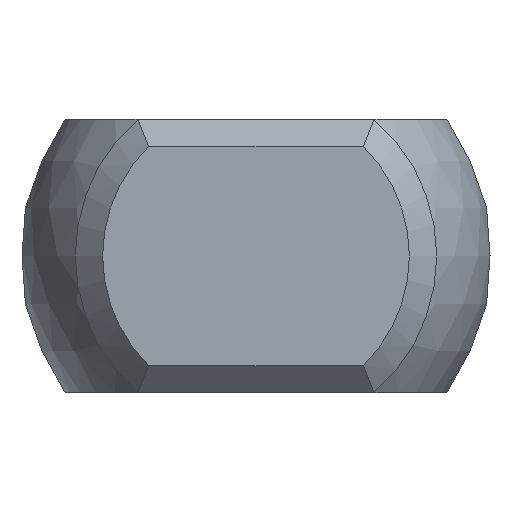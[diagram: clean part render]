
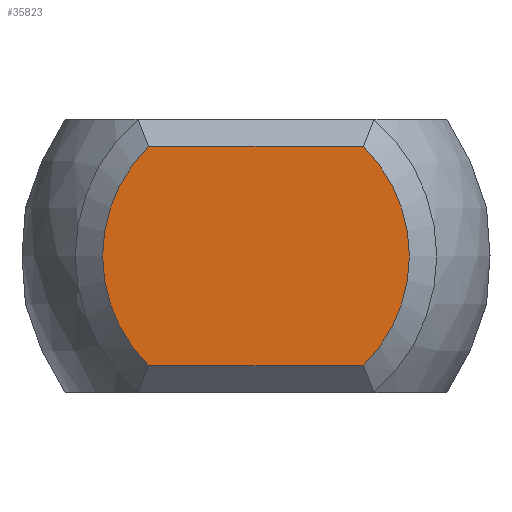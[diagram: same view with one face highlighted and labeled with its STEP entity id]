
A CAD part, left-side view. The second image highlights one B-rep face of the part: STEP entity #35823.
In plain terms, the highlighted planar face has unit normal (-1, 0, 0).
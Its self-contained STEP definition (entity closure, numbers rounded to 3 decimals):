
#33498 = PLANE('',#33499);
#33499 = AXIS2_PLACEMENT_3D('',#33500,#33501,#33502);
#33500 = CARTESIAN_POINT('',(-40.375,3.125,2.25));
#33501 = DIRECTION('',(0.707,0.,-0.707));
#33502 = DIRECTION('',(-0.707,0.,-0.707));
#35200 = EDGE_CURVE('',#35201,#35203,#35205,.T.);
#35201 = VERTEX_POINT('',#35202);
#35202 = CARTESIAN_POINT('',(-40.625,-1.96,-2.));
#35203 = VERTEX_POINT('',#35204);
#35204 = CARTESIAN_POINT('',(-40.625,-1.96,2.));
#35205 = SURFACE_CURVE('',#35206,(#35211,#35223),.PCURVE_S1.);
#35206 = CIRCLE('',#35207,2.8);
#35207 = AXIS2_PLACEMENT_3D('',#35208,#35209,#35210);
#35208 = CARTESIAN_POINT('',(-40.625,0.,0.));
#35209 = DIRECTION('',(-1.,0.,0.));
#35210 = DIRECTION('',(0.,-1.,0.));
#35211 = PCURVE('',#35212,#35217);
#35212 = CONICAL_SURFACE('',#35213,3.05,0.785);
#35213 = AXIS2_PLACEMENT_3D('',#35214,#35215,#35216);
#35214 = CARTESIAN_POINT('',(-40.375,0.,0.));
#35215 = DIRECTION('',(1.,0.,0.));
#35216 = DIRECTION('',(0.,-1.,0.));
#35217 = DEFINITIONAL_REPRESENTATION('',(#35218),#35222);
#35218 = LINE('',#35219,#35220);
#35219 = CARTESIAN_POINT('',(6.283,-0.25));
#35220 = VECTOR('',#35221,1.);
#35221 = DIRECTION('',(-1.,0.));
#35222 = ( GEOMETRIC_REPRESENTATION_CONTEXT(2) 
PARAMETRIC_REPRESENTATION_CONTEXT() REPRESENTATION_CONTEXT('2D SPACE',''
  ) );
#35223 = PCURVE('',#35224,#35229);
#35224 = PLANE('',#35225);
#35225 = AXIS2_PLACEMENT_3D('',#35226,#35227,#35228);
#35226 = CARTESIAN_POINT('',(-40.625,0.,0.));
#35227 = DIRECTION('',(1.,0.,0.));
#35228 = DIRECTION('',(0.,0.,-1.));
#35229 = DEFINITIONAL_REPRESENTATION('',(#35230),#35238);
#35230 = ( BOUNDED_CURVE() B_SPLINE_CURVE(2,(#35231,#35232,#35233,#35234
    ,#35235,#35236,#35237),.UNSPECIFIED.,.T.,.F.) 
B_SPLINE_CURVE_WITH_KNOTS((1,2,2,2,2,1),(-2.094,0.,
    2.094,4.189,6.283,8.378),
.UNSPECIFIED.) CURVE() GEOMETRIC_REPRESENTATION_ITEM() 
RATIONAL_B_SPLINE_CURVE((1.,0.5,1.,0.5,1.,0.5,1.)) REPRESENTATION_ITEM(
  '') );
#35231 = CARTESIAN_POINT('',(0.,-2.8));
#35232 = CARTESIAN_POINT('',(-4.85,-2.8));
#35233 = CARTESIAN_POINT('',(-2.425,1.4));
#35234 = CARTESIAN_POINT('',(0.,5.6));
#35235 = CARTESIAN_POINT('',(2.425,1.4));
#35236 = CARTESIAN_POINT('',(4.85,-2.8));
#35237 = CARTESIAN_POINT('',(0.,-2.8));
#35238 = ( GEOMETRIC_REPRESENTATION_CONTEXT(2) 
PARAMETRIC_REPRESENTATION_CONTEXT() REPRESENTATION_CONTEXT('2D SPACE',''
  ) );
#35256 = PLANE('',#35257);
#35257 = AXIS2_PLACEMENT_3D('',#35258,#35259,#35260);
#35258 = CARTESIAN_POINT('',(-40.375,-3.125,-2.25));
#35259 = DIRECTION('',(0.707,0.,0.707)
  );
#35260 = DIRECTION('',(0.707,0.,-0.707));
#35316 = EDGE_CURVE('',#35203,#35317,#35319,.T.);
#35317 = VERTEX_POINT('',#35318);
#35318 = CARTESIAN_POINT('',(-40.625,1.96,2.));
#35319 = SURFACE_CURVE('',#35320,(#35324,#35331),.PCURVE_S1.);
#35320 = LINE('',#35321,#35322);
#35321 = CARTESIAN_POINT('',(-40.625,3.125,2.));
#35322 = VECTOR('',#35323,1.);
#35323 = DIRECTION('',(0.,1.,0.));
#35324 = PCURVE('',#33498,#35325);
#35325 = DEFINITIONAL_REPRESENTATION('',(#35326),#35330);
#35326 = LINE('',#35327,#35328);
#35327 = CARTESIAN_POINT('',(0.354,0.));
#35328 = VECTOR('',#35329,1.);
#35329 = DIRECTION('',(0.,1.));
#35330 = ( GEOMETRIC_REPRESENTATION_CONTEXT(2) 
PARAMETRIC_REPRESENTATION_CONTEXT() REPRESENTATION_CONTEXT('2D SPACE',''
  ) );
#35331 = PCURVE('',#35224,#35332);
#35332 = DEFINITIONAL_REPRESENTATION('',(#35333),#35337);
#35333 = LINE('',#35334,#35335);
#35334 = CARTESIAN_POINT('',(-2.,3.125));
#35335 = VECTOR('',#35336,1.);
#35336 = DIRECTION('',(0.,1.));
#35337 = ( GEOMETRIC_REPRESENTATION_CONTEXT(2) 
PARAMETRIC_REPRESENTATION_CONTEXT() REPRESENTATION_CONTEXT('2D SPACE',''
  ) );
#35357 = CONICAL_SURFACE('',#35358,3.05,0.785);
#35358 = AXIS2_PLACEMENT_3D('',#35359,#35360,#35361);
#35359 = CARTESIAN_POINT('',(-40.375,0.,0.));
#35360 = DIRECTION('',(1.,0.,0.));
#35361 = DIRECTION('',(-0.,1.,0.));
#35371 = EDGE_CURVE('',#35317,#35372,#35374,.T.);
#35372 = VERTEX_POINT('',#35373);
#35373 = CARTESIAN_POINT('',(-40.625,1.96,-2.));
#35374 = SURFACE_CURVE('',#35375,(#35380,#35387),.PCURVE_S1.);
#35375 = CIRCLE('',#35376,2.8);
#35376 = AXIS2_PLACEMENT_3D('',#35377,#35378,#35379);
#35377 = CARTESIAN_POINT('',(-40.625,0.,0.));
#35378 = DIRECTION('',(-1.,0.,0.));
#35379 = DIRECTION('',(0.,1.,0.));
#35380 = PCURVE('',#35357,#35381);
#35381 = DEFINITIONAL_REPRESENTATION('',(#35382),#35386);
#35382 = LINE('',#35383,#35384);
#35383 = CARTESIAN_POINT('',(6.283,-0.25));
#35384 = VECTOR('',#35385,1.);
#35385 = DIRECTION('',(-1.,0.));
#35386 = ( GEOMETRIC_REPRESENTATION_CONTEXT(2) 
PARAMETRIC_REPRESENTATION_CONTEXT() REPRESENTATION_CONTEXT('2D SPACE',''
  ) );
#35387 = PCURVE('',#35224,#35388);
#35388 = DEFINITIONAL_REPRESENTATION('',(#35389),#35397);
#35389 = ( BOUNDED_CURVE() B_SPLINE_CURVE(2,(#35390,#35391,#35392,#35393
    ,#35394,#35395,#35396),.UNSPECIFIED.,.T.,.F.) 
B_SPLINE_CURVE_WITH_KNOTS((1,2,2,2,2,1),(-2.094,0.,
    2.094,4.189,6.283,8.378),
.UNSPECIFIED.) CURVE() GEOMETRIC_REPRESENTATION_ITEM() 
RATIONAL_B_SPLINE_CURVE((1.,0.5,1.,0.5,1.,0.5,1.)) REPRESENTATION_ITEM(
  '') );
#35390 = CARTESIAN_POINT('',(0.,2.8));
#35391 = CARTESIAN_POINT('',(4.85,2.8));
#35392 = CARTESIAN_POINT('',(2.425,-1.4));
#35393 = CARTESIAN_POINT('',(0.,-5.6));
#35394 = CARTESIAN_POINT('',(-2.425,-1.4));
#35395 = CARTESIAN_POINT('',(-4.85,2.8));
#35396 = CARTESIAN_POINT('',(0.,2.8));
#35397 = ( GEOMETRIC_REPRESENTATION_CONTEXT(2) 
PARAMETRIC_REPRESENTATION_CONTEXT() REPRESENTATION_CONTEXT('2D SPACE',''
  ) );
#35471 = EDGE_CURVE('',#35372,#35201,#35472,.T.);
#35472 = SURFACE_CURVE('',#35473,(#35477,#35484),.PCURVE_S1.);
#35473 = LINE('',#35474,#35475);
#35474 = CARTESIAN_POINT('',(-40.625,-3.125,-2.));
#35475 = VECTOR('',#35476,1.);
#35476 = DIRECTION('',(0.,-1.,0.));
#35477 = PCURVE('',#35256,#35478);
#35478 = DEFINITIONAL_REPRESENTATION('',(#35479),#35483);
#35479 = LINE('',#35480,#35481);
#35480 = CARTESIAN_POINT('',(-0.354,0.));
#35481 = VECTOR('',#35482,1.);
#35482 = DIRECTION('',(0.,-1.));
#35483 = ( GEOMETRIC_REPRESENTATION_CONTEXT(2) 
PARAMETRIC_REPRESENTATION_CONTEXT() REPRESENTATION_CONTEXT('2D SPACE',''
  ) );
#35484 = PCURVE('',#35224,#35485);
#35485 = DEFINITIONAL_REPRESENTATION('',(#35486),#35490);
#35486 = LINE('',#35487,#35488);
#35487 = CARTESIAN_POINT('',(2.,-3.125));
#35488 = VECTOR('',#35489,1.);
#35489 = DIRECTION('',(0.,-1.));
#35490 = ( GEOMETRIC_REPRESENTATION_CONTEXT(2) 
PARAMETRIC_REPRESENTATION_CONTEXT() REPRESENTATION_CONTEXT('2D SPACE',''
  ) );
#35823 = ADVANCED_FACE('',(#35824),#35224,.F.);
#35824 = FACE_BOUND('',#35825,.T.);
#35825 = EDGE_LOOP('',(#35826,#35827,#35828,#35829));
#35826 = ORIENTED_EDGE('',*,*,#35200,.T.);
#35827 = ORIENTED_EDGE('',*,*,#35316,.T.);
#35828 = ORIENTED_EDGE('',*,*,#35371,.T.);
#35829 = ORIENTED_EDGE('',*,*,#35471,.T.);
